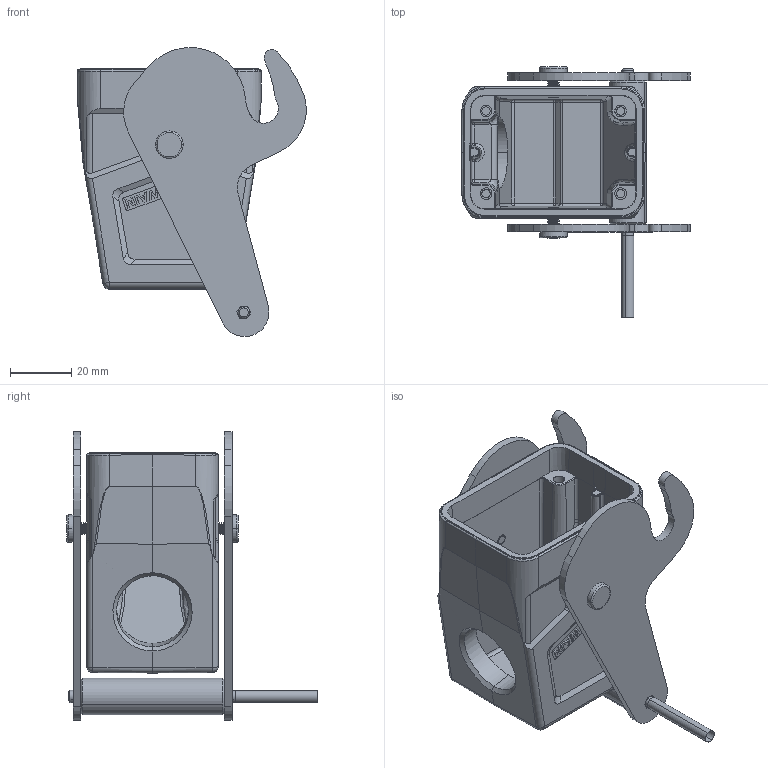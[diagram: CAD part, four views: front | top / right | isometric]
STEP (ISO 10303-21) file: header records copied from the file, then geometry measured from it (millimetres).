
FILE_DESCRIPTION((''),'2;1');
FILE_NAME('PRT0001','2020-11-05T',('sy.ji'),(''),'PRO/ENGINEER BY PARAMETRIC TECHNOLOGY CORPORATION, 2012480','PRO/ENGINEER BY PARAMETRIC TECHNOLOGY CORPORATION, 2012480','');
FILE_SCHEMA(('CONFIG_CONTROL_DESIGN'));
Length unit declared in the file: millimetre
Products named in the file (1): PRT0001
Bounding box: 74.81 x 81.83 x 94.51 mm (x, y, z)
Volume: 75981.6 mm3; surface area: 43841.5 mm2
Topology: 1 solids, 3 shells, 543 faces, 1464 edges, 938 vertices
Faces by surface type: plane 236, cylinder 199, bspline 47, cone 22, torus 21, sphere 16, extrusion 2
Entity records: 24038 total; most frequent: CARTESIAN_POINT 10853, ORIENTED_EDGE 2888, DIRECTION 2478, EDGE_CURVE 1448, VERTEX_POINT 938, AXIS2_PLACEMENT_3D 850, VECTOR 778, LINE 776
